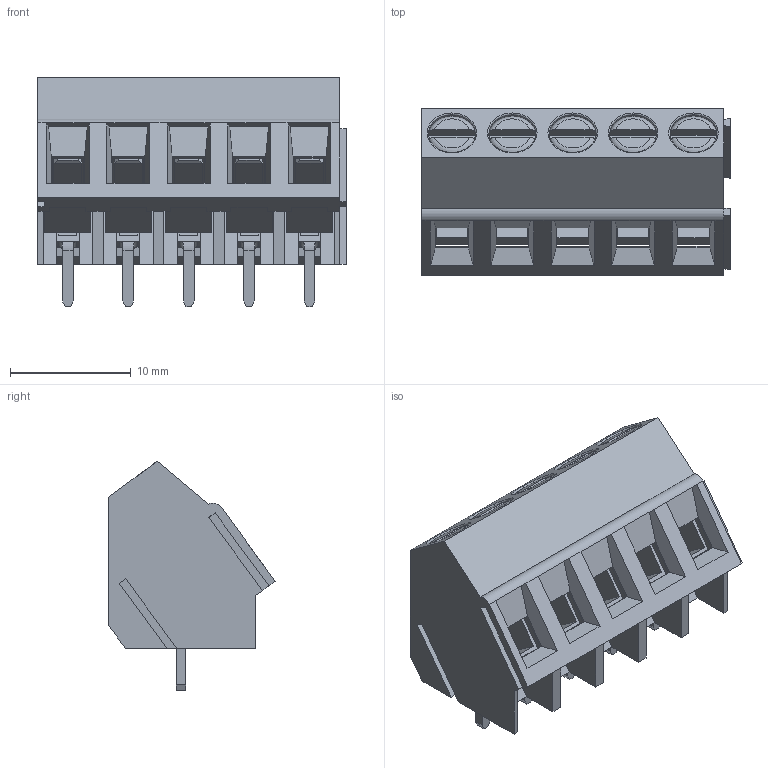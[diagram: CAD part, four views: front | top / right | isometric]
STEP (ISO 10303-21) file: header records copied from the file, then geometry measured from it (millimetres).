
FILE_DESCRIPTION(('STEP AP214'), '1');
FILE_NAME('DG103-5.0-03', '2018-03-17T09:02:24', ('Nobody'), (''), 'ASCON STEP Converter 1.3', 'ASCON Math Kernel', '');
FILE_SCHEMA(('AUTOMOTIVE_DESIGN { 1 0 10303 214 3 1 1}'));
Length unit declared in the file: millimetre
Assembly tree (16 placements, depth 2):
  (unnamed)
    (unnamed)
    (unnamed)  x5
    (unnamed)  x5
    (unnamed)  x5
Bounding box: 25.55 x 13.8 x 19 mm (x, y, z)
Volume: 2388.5 mm3; surface area: 5247.3 mm2
Topology: 16 solids, 16 shells, 577 faces, 1470 edges, 930 vertices
Faces by surface type: plane 491, cylinder 61, torus 15, cone 10
Full cylindrical faces by diameter (mm): 1.8 x5, 2 x5, 2.5 x5, 2.6 x5, 4 x5, 4.1 x5
Entity records: 12130 total; most frequent: CARTESIAN_POINT 1722, ORIENTED_EDGE 1560, DIRECTION 1457, EDGE_CURVE 780, LINE 725, VECTOR 725, VERTEX_POINT 509, AXIS2_PLACEMENT_3D 366
